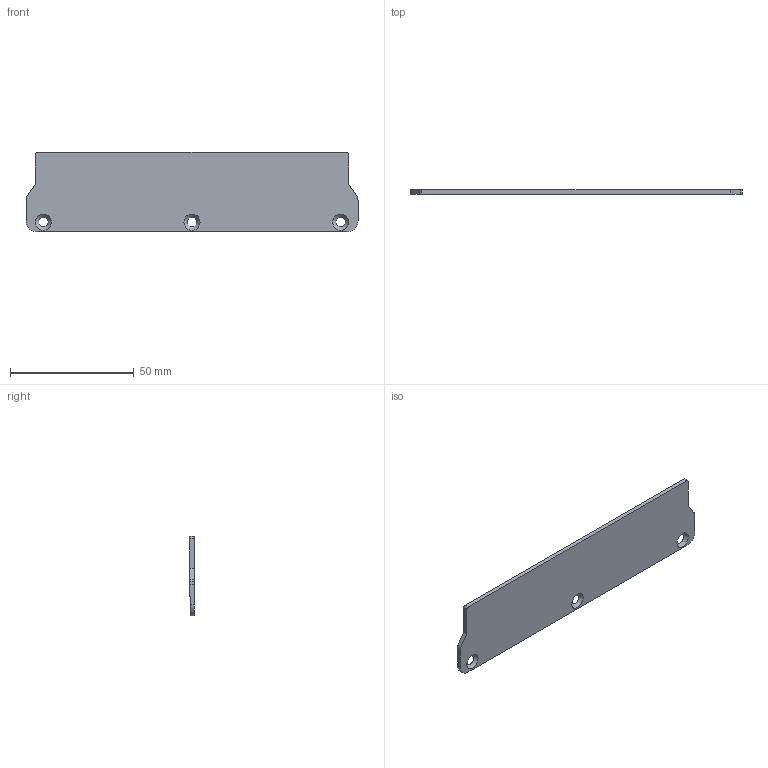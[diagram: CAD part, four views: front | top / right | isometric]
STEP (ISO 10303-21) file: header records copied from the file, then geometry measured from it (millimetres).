
FILE_DESCRIPTION(('HOOPS Exchange Step'),'2;1');
FILE_NAME('temp_export','2025-06-12T05:07:55-04:00',('Marton'),('Shapr3D Limited'),'HOOPS Exchange 2024.8','Shapr3D','Authorized');
FILE_SCHEMA( ('AP242_MANAGED_MODEL_BASED_3D_ENGINEERING_MIM_LF {1 0 10303 442 1 1 4}') );
Length unit declared in the file: millimetre
Products named in the file (7): Lid; Linear Pattern 03; Linear Pattern 02; Linear Pattern 01; DISSIPADOR GTBR-V1_11-12-2024.step; C-S51W794261A_Lid.step; root
Assembly tree (6 placements, depth 3):
  root
    C-S51W794261A_Lid.step
      Lid
      Linear Pattern 03
      Linear Pattern 02
      Linear Pattern 01
      DISSIPADOR GTBR-V1_11-12-2024.step
Bounding box: 134 x 1.7 x 32.1 mm (x, y, z)
Volume: 6283.4 mm3; surface area: 8911.8 mm2
Topology: 1 solids, 1 shells, 29 faces, 81 edges, 54 vertices
Faces by surface type: plane 18, cylinder 8, cone 3
Entity records: 1135 total; most frequent: DIRECTION 189, CARTESIAN_POINT 178, ORIENTED_EDGE 162, EDGE_CURVE 81, AXIS2_PLACEMENT_3D 65, VECTOR 59, LINE 59, VERTEX_POINT 54
